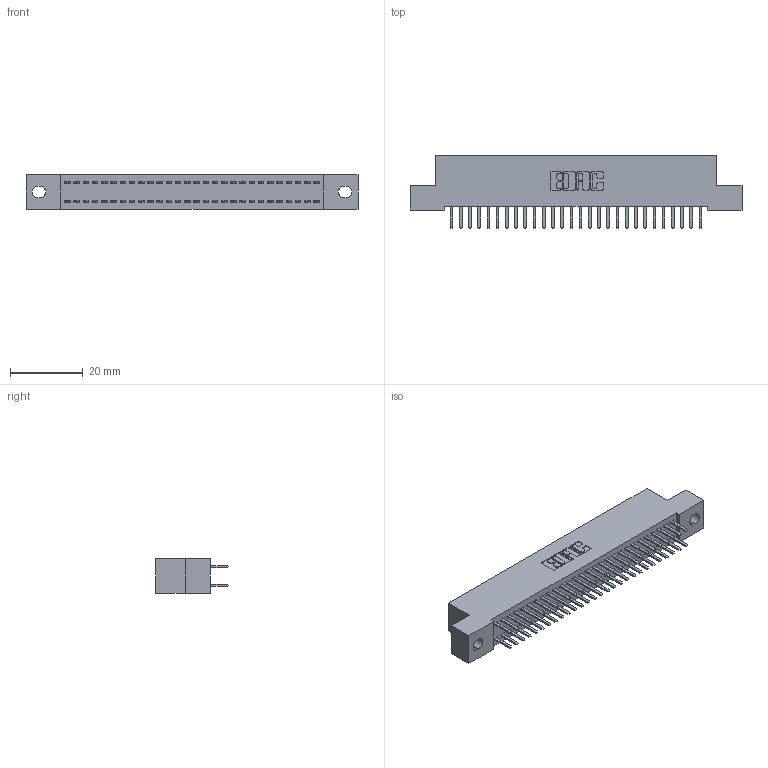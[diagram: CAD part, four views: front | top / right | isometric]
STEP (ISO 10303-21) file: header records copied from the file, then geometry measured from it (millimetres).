
FILE_DESCRIPTION (( 'STEP AP203' ), '1' );
FILE_NAME ('342-056-520-202.STEP', '2018-08-13T02:13:14', ( '' ), ( '' ), 'SwSTEP 2.0', 'SolidWorks 2016', '' );
FILE_SCHEMA (( 'CONFIG_CONTROL_DESIGN' ));
Length unit declared in the file: inch
Products named in the file (3): 342 Part_.128 Slot; 345-292-001_345-293-120; 342-056-520-202
Assembly tree (57 placements, depth 2):
  342-056-520-202
    342 Part_.128 Slot
    345-292-001_345-293-120  x56
Bounding box: 91.44 x 20.02 x 9.4 mm (x, y, z)
Volume: 8072.8 mm3; surface area: 12497 mm2
Topology: 57 solids, 57 shells, 3250 faces, 9439 edges, 6142 vertices
Faces by surface type: plane 2198, cylinder 1052
Entity records: 19941 total; most frequent: CARTESIAN_POINT 3334, ORIENTED_EDGE 3258, DIRECTION 2861, EDGE_CURVE 1629, VECTOR 1497, LINE 1497, VERTEX_POINT 1082, AXIS2_PLACEMENT_3D 682
